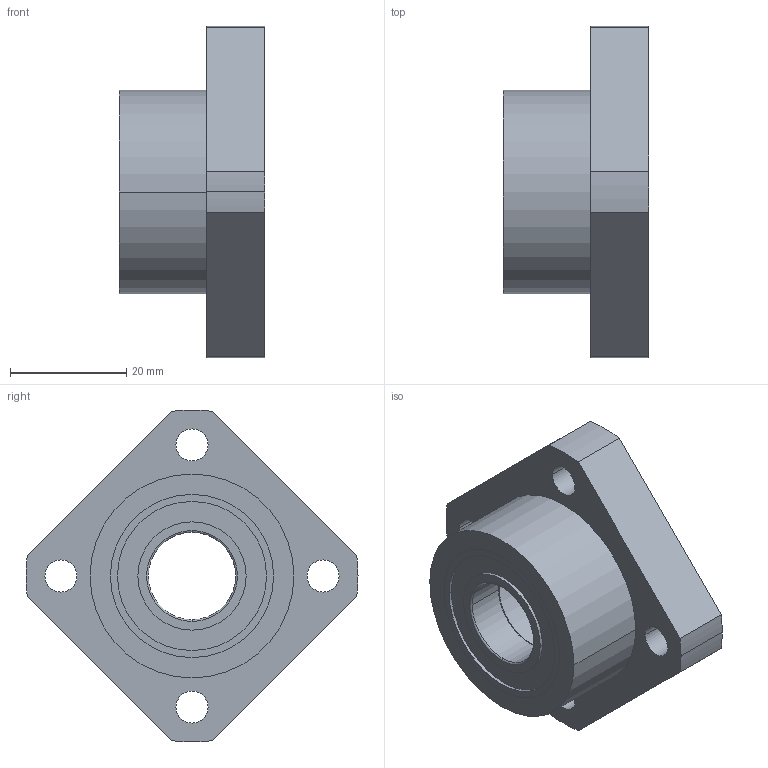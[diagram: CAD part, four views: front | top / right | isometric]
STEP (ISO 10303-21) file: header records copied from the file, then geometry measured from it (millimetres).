
FILE_DESCRIPTION( ( '' ), '1' );
FILE_NAME( 'BGSCB6902ZZ-25.stp', '2020-11-08T11:47:34', ( '' ), ( '' ), ' ', ' ', ' ' );
FILE_SCHEMA( ( 'CONFIG_CONTROL_DESIGN' ) );
Length unit declared in the file: millimetre
Products named in the file (3): 1; 2; 3
Bounding box: 25 x 57 x 56.95 mm (x, y, z)
Volume: 23895 mm3; surface area: 13068 mm2
Topology: 3 solids, 3 shells, 91 faces, 216 edges, 146 vertices
Faces by surface type: cylinder 54, plane 25, torus 12
Entity records: 2888 total; most frequent: DIRECTION 554, CARTESIAN_POINT 456, ORIENTED_EDGE 432, AXIS2_PLACEMENT_3D 244, EDGE_CURVE 216, CIRCLE 150, VERTEX_POINT 146, EDGE_LOOP 120
